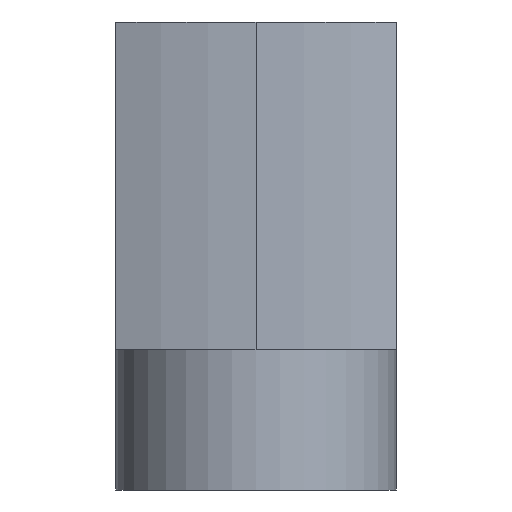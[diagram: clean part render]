
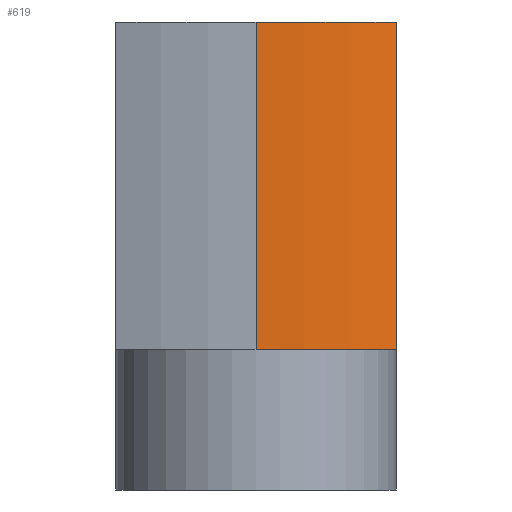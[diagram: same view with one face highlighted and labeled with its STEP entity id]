
A CAD part, left-side view. The second image highlights one B-rep face of the part: STEP entity #619.
In plain terms, the highlighted cylindrical face has radius 9.4 mm (diameter 18.8 mm), a partial arc.
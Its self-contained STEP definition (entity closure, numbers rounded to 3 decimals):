
#22 = AXIS2_PLACEMENT_3D ( 'NONE', #876, #405, #945 ) ;
#65 = EDGE_CURVE ( 'NONE', #572, #624, #749, .T. ) ;
#67 = ORIENTED_EDGE ( 'NONE', *, *, #529, .F. ) ;
#101 = CARTESIAN_POINT ( 'NONE',  ( -8.908, -3., -2. ) ) ;
#143 = CARTESIAN_POINT ( 'NONE',  ( -9.4, 0., 5. ) ) ;
#171 = ORIENTED_EDGE ( 'NONE', *, *, #780, .F. ) ;
#222 = VECTOR ( 'NONE', #951, 1000. ) ;
#252 = VERTEX_POINT ( 'NONE', #101 ) ;
#285 = DIRECTION ( 'NONE',  ( -1., 0., 0. ) ) ;
#313 = AXIS2_PLACEMENT_3D ( 'NONE', #576, #662, #285 ) ;
#339 = LINE ( 'NONE', #932, #489 ) ;
#384 = DIRECTION ( 'NONE',  ( 0., 0., 1. ) ) ;
#387 = CARTESIAN_POINT ( 'NONE',  ( 0., 0., 5. ) ) ;
#405 = DIRECTION ( 'NONE',  ( 0., 0., -1. ) ) ;
#445 = FACE_OUTER_BOUND ( 'NONE', #897, .T. ) ;
#448 = AXIS2_PLACEMENT_3D ( 'NONE', #387, #384, #600 ) ;
#489 = VECTOR ( 'NONE', #703, 1000. ) ;
#529 = EDGE_CURVE ( 'NONE', #252, #624, #890, .T. ) ;
#556 = ORIENTED_EDGE ( 'NONE', *, *, #65, .T. ) ;
#557 = CIRCLE ( 'NONE', #448, 9.4 ) ;
#572 = VERTEX_POINT ( 'NONE', #143 ) ;
#576 = CARTESIAN_POINT ( 'NONE',  ( 0., 0., 0. ) ) ;
#600 = DIRECTION ( 'NONE',  ( 1., 0., 0. ) ) ;
#619 = ADVANCED_FACE ( 'NONE', ( #445 ), #628, .T. ) ;
#624 = VERTEX_POINT ( 'NONE', #793 ) ;
#628 = CYLINDRICAL_SURFACE ( 'NONE', #313, 9.4 ) ;
#662 = DIRECTION ( 'NONE',  ( 0., 0., -1. ) ) ;
#665 = VERTEX_POINT ( 'NONE', #683 ) ;
#683 = CARTESIAN_POINT ( 'NONE',  ( -8.908, -3., 5. ) ) ;
#703 = DIRECTION ( 'NONE',  ( 0., 0., 1. ) ) ;
#749 = LINE ( 'NONE', #947, #222 ) ;
#780 = EDGE_CURVE ( 'NONE', #572, #665, #557, .T. ) ;
#793 = CARTESIAN_POINT ( 'NONE',  ( -9.4, 0., -2. ) ) ;
#876 = CARTESIAN_POINT ( 'NONE',  ( 0., 0., -2. ) ) ;
#890 = CIRCLE ( 'NONE', #22, 9.4 ) ;
#893 = ORIENTED_EDGE ( 'NONE', *, *, #920, .T. ) ;
#897 = EDGE_LOOP ( 'NONE', ( #171, #556, #67, #893 ) ) ;
#920 = EDGE_CURVE ( 'NONE', #252, #665, #339, .T. ) ;
#932 = CARTESIAN_POINT ( 'NONE',  ( -8.908, -3., 0. ) ) ;
#945 = DIRECTION ( 'NONE',  ( -1., 0., 0. ) ) ;
#947 = CARTESIAN_POINT ( 'NONE',  ( -9.4, 0., 0. ) ) ;
#951 = DIRECTION ( 'NONE',  ( 0., 0., -1. ) ) ;
